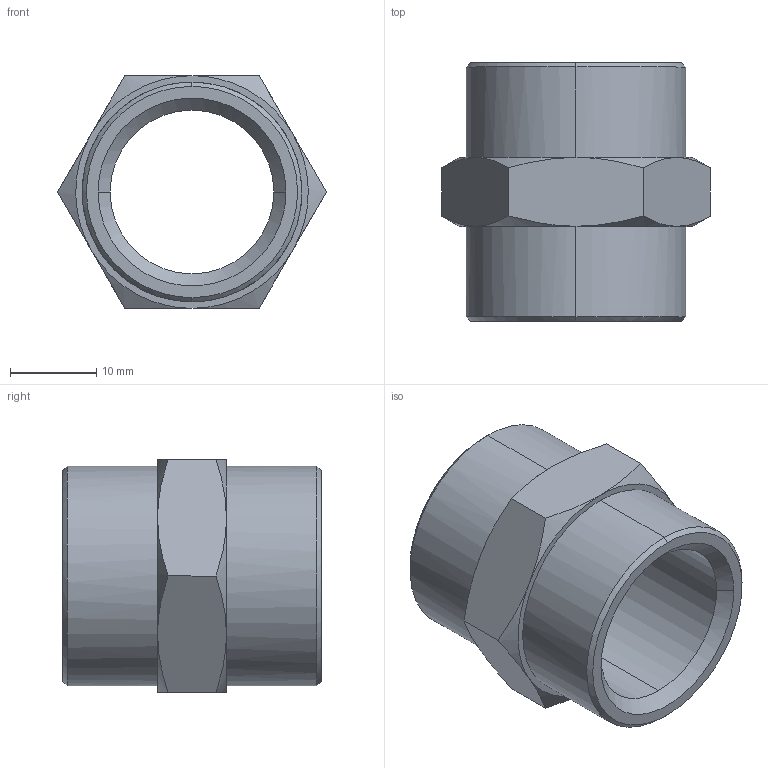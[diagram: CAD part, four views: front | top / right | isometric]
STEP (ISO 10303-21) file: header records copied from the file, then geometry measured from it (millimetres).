
FILE_DESCRIPTION (( 'STEP AP214' ), '1' );
FILE_NAME ('DRF.FF0404_IC.STEP', '2018-09-03T09:23:24', ( '' ), ( '' ), 'SwSTEP 2.0', 'SolidWorks 2018', '' );
FILE_SCHEMA (( 'AUTOMOTIVE_DESIGN' ));
Length unit declared in the file: millimetre
Products named in the file (1): DRF.FF0404_IC
Bounding box: 31.18 x 30 x 27 mm (x, y, z)
Volume: 7597.2 mm3; surface area: 4797.9 mm2
Topology: 1 solids, 1 shells, 36 faces, 80 edges, 48 vertices
Faces by surface type: bspline 34, cylinder 2
Entity records: 2016 total; most frequent: CARTESIAN_POINT 1452, ORIENTED_EDGE 160, EDGE_CURVE 80, B_SPLINE_CURVE_WITH_KNOTS 63, VERTEX_POINT 48, EDGE_LOOP 40, ADVANCED_FACE 36, FACE_OUTER_BOUND 36
